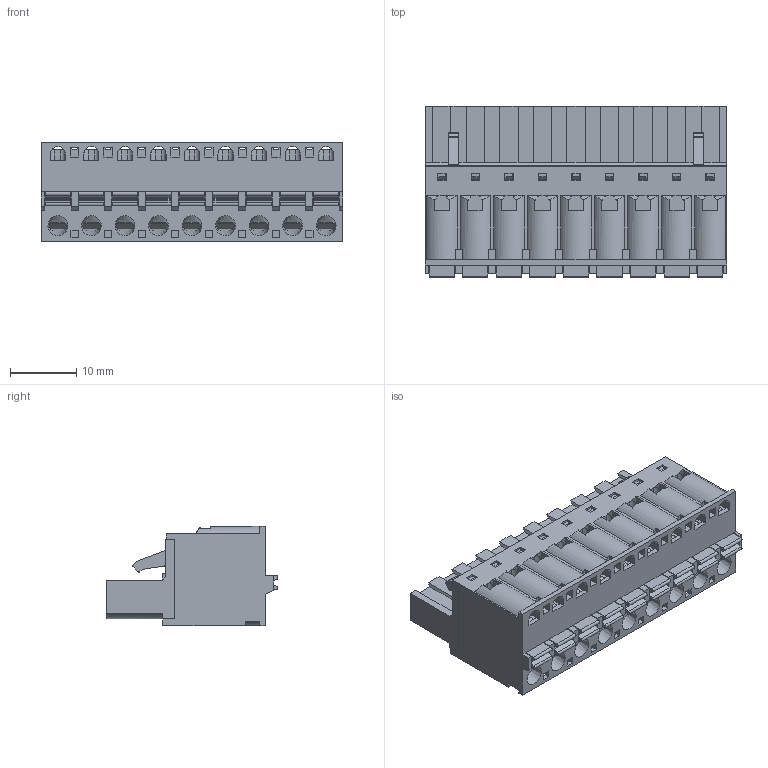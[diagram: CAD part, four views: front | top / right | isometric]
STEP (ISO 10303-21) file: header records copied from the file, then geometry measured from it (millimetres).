
FILE_DESCRIPTION(/* description */ ('Unknown'),/* implementation_level */ '2;1');
FILE_NAME(/* name */ '691353500009',/* time_stamp */ '2022-01-18T15:36:16+01:00',/* author */ ('Unknown'),/* organization */ ('Unknown'),/* preprocessor_version */ 'ST-DEVELOPER v16.7',/* originating_system */ 'Solid Edge',/* authorisation */ 'Unknown');
FILE_SCHEMA (('AUTOMOTIVE_DESIGN {1 0 10303 214 3 1 1}'));
Length unit declared in the file: millimetre
Products named in the file (6): 6913535000xx; 691353500009; 691353500009_BAS; 6913535000xx_LANGUETTE; 6913535000xx_PIN; 6913535000xx_BOUTON
Assembly tree (29 placements, depth 2):
  6913535000xx
    691353500009
    691353500009_BAS
    6913535000xx_LANGUETTE  x9
    6913535000xx_PIN  x9
    6913535000xx_BOUTON  x9
Bounding box: 45.72 x 26.05 x 15 mm (x, y, z)
Volume: 7233 mm3; surface area: 18135 mm2
Topology: 29 solids, 29 shells, 2467 faces, 7040 edges, 4589 vertices
Faces by surface type: plane 1910, cylinder 521, bspline 27, cone 9
Full cylindrical faces by diameter (mm): 1.5 x9, 3 x9
Entity records: 44250 total; most frequent: CARTESIAN_POINT 8909, ORIENTED_EDGE 7572, DIRECTION 6873, EDGE_CURVE 3786, LINE 3291, VECTOR 3291, VERTEX_POINT 2491, AXIS2_PLACEMENT_3D 1791
